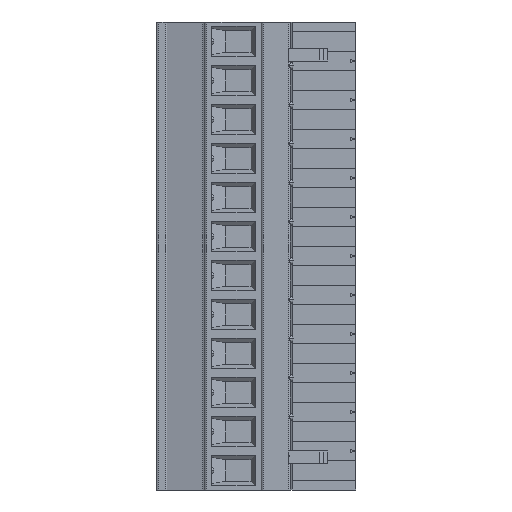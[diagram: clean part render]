
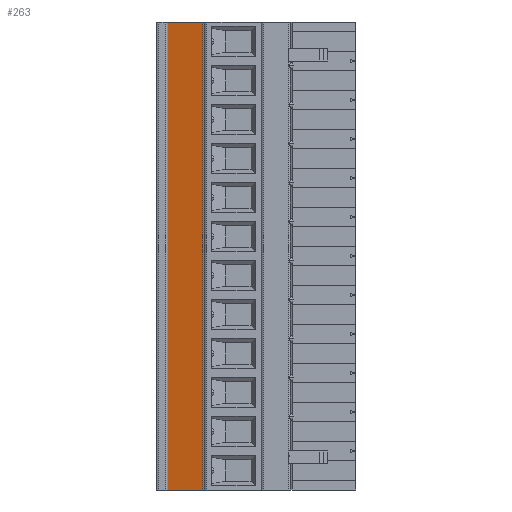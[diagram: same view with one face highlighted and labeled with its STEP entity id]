
A CAD part, left-side view. The second image highlights one B-rep face of the part: STEP entity #263.
In plain terms, the highlighted planar face has unit normal (-0.966, 0.259, 0).
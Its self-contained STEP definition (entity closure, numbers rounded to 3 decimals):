
#263=ADVANCED_FACE('',(#1037),#1038,.T.);
#1037=FACE_OUTER_BOUND('',#2280,.T.);
#1038=PLANE('',#2281);
#2280=EDGE_LOOP('',(#4597,#4598,#4599,#4600));
#2281=AXIS2_PLACEMENT_3D('',#4601,#4602,#4603);
#4597=ORIENTED_EDGE('',*,*,#8461,.F.);
#4598=ORIENTED_EDGE('',*,*,#8221,.F.);
#4599=ORIENTED_EDGE('',*,*,#8468,.F.);
#4600=ORIENTED_EDGE('',*,*,#8469,.F.);
#4601=CARTESIAN_POINT('',(-5.265,16.2,-58.42));
#4602=DIRECTION('',(-0.966,0.259,0.));
#4603=DIRECTION('',(0.,0.0,1.0));
#8221=EDGE_CURVE('',#10092,#10094,#10095,.T.);
#8461=EDGE_CURVE('',#10094,#10482,#10483,.T.);
#8468=EDGE_CURVE('',#10494,#10092,#10495,.T.);
#8469=EDGE_CURVE('',#10482,#10494,#10496,.T.);
#10092=VERTEX_POINT('',#13330);
#10094=VERTEX_POINT('',#13333);
#10095=LINE('',#13334,#13335);
#10482=VERTEX_POINT('',#13957);
#10483=LINE('',#13958,#13959);
#10494=VERTEX_POINT('',#13975);
#10495=LINE('',#13976,#13977);
#10496=LINE('',#13978,#13979);
#13330=CARTESIAN_POINT('',(-5.265,16.2,0.));
#13333=CARTESIAN_POINT('',(-6.492,11.622,0.));
#13334=CARTESIAN_POINT('',(-19.049,-35.243,0.));
#13335=VECTOR('',#17203,1.0);
#13957=CARTESIAN_POINT('',(-6.492,11.622,-60.96));
#13958=CARTESIAN_POINT('',(-6.492,11.622,-58.42));
#13959=VECTOR('',#17574,1.0);
#13975=CARTESIAN_POINT('',(-5.265,16.2,-60.96));
#13976=CARTESIAN_POINT('',(-5.265,16.2,-58.42));
#13977=VECTOR('',#17583,1.0);
#13978=CARTESIAN_POINT('',(-19.049,-35.243,-60.96));
#13979=VECTOR('',#17584,1.0);
#17203=DIRECTION('',(-0.259,-0.966,0.));
#17574=DIRECTION('',(0.,0.0,-1.0));
#17583=DIRECTION('',(0.,0.0,1.0));
#17584=DIRECTION('',(0.259,0.966,0.));
